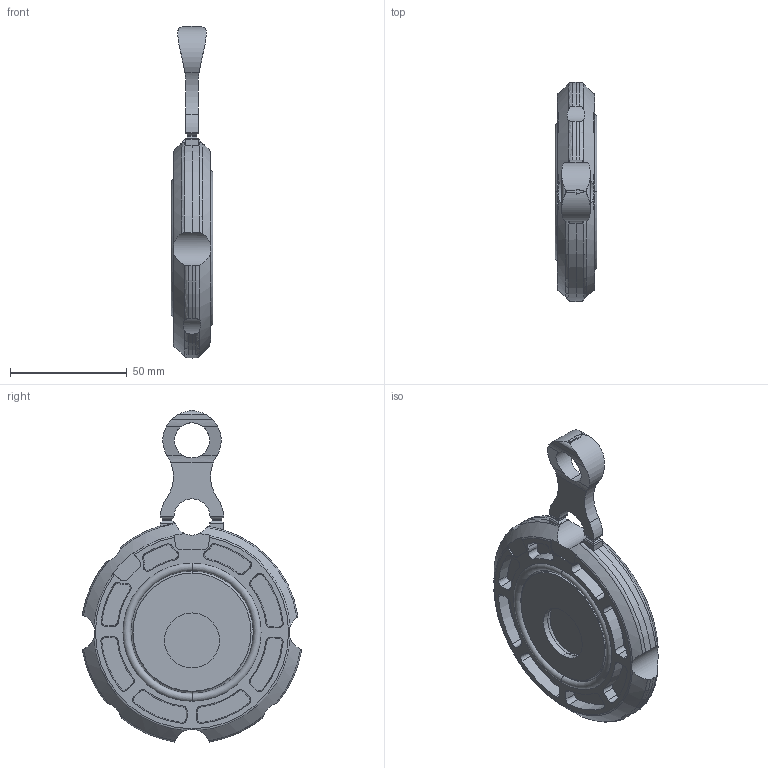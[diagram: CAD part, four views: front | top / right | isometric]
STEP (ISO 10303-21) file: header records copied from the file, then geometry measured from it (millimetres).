
FILE_DESCRIPTION(('STEP AP214'),'1');
FILE_NAME('cctmp_D22D6210-A073-47CF-BA29-FC9DE675FB43_2021_10_22_11_17_28_0994..stp','2021-10-22T09:17:29',('Praher Valves GmbH'),('CADClick - www.CADClick.com'),'Spatial InterOp 3D',' ','unknown authorization');
FILE_SCHEMA(('AUTOMOTIVE_DESIGN'));
Length unit declared in the file: millimetre
Products named in the file (1): 1
Bounding box: 17.85 x 93.84 x 141.92 mm (x, y, z)
Volume: 88899.8 mm3; surface area: 28562.5 mm2
Topology: 1 solids, 1 shells, 417 faces, 1174 edges, 767 vertices
Faces by surface type: plane 157, cylinder 125, cone 88, torus 47
Entity records: 19090 total; most frequent: CARTESIAN_POINT 4793, ORIENTED_EDGE 2348, DIRECTION 2338, EDGE_CURVE 1174, AXIS2_PLACEMENT_3D 910, VERTEX_POINT 767, LINE 518, VECTOR 518
